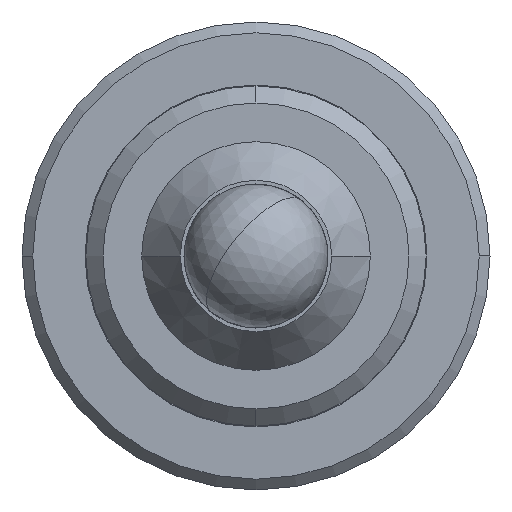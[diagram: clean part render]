
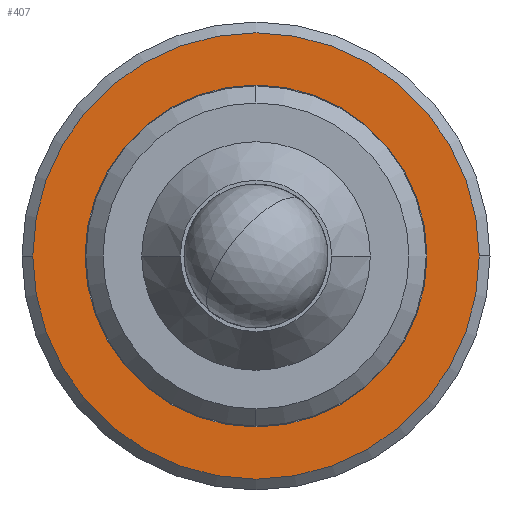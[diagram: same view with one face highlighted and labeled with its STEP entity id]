
A CAD part, front view. The second image highlights one B-rep face of the part: STEP entity #407.
In plain terms, the highlighted planar face has unit normal (0, -1, 0).
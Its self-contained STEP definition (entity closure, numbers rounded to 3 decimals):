
#61 = DIRECTION ( 'NONE',  ( 1., 0., 0. ) ) ;
#84 = VERTEX_POINT ( 'NONE', #1070 ) ;
#98 = EDGE_CURVE ( 'NONE', #84, #507, #961, .T. ) ;
#100 = CARTESIAN_POINT ( 'NONE',  ( -4.464, 27.969, 0. ) ) ;
#195 = EDGE_CURVE ( 'NONE', #507, #84, #1342, .T. ) ;
#199 = CIRCLE ( 'NONE', #767, 6.2 ) ;
#233 = DIRECTION ( 'NONE',  ( 0., 1., 0. ) ) ;
#319 = CARTESIAN_POINT ( 'NONE',  ( -4.464, 27.969, 0. ) ) ;
#371 = CARTESIAN_POINT ( 'NONE',  ( -10.964, 27.969, 0. ) ) ;
#407 = ADVANCED_FACE ( 'NONE', ( #893, #621 ), #1295, .T. ) ;
#424 = DIRECTION ( 'NONE',  ( -1., 0., 0. ) ) ;
#476 = DIRECTION ( 'NONE',  ( 1., 0., 0. ) ) ;
#479 = CIRCLE ( 'NONE', #1015, 6.2 ) ;
#490 = VERTEX_POINT ( 'NONE', #595 ) ;
#507 = VERTEX_POINT ( 'NONE', #1010 ) ;
#554 = AXIS2_PLACEMENT_3D ( 'NONE', #319, #1039, #424 ) ;
#558 = ORIENTED_EDGE ( 'NONE', *, *, #195, .T. ) ;
#571 = ORIENTED_EDGE ( 'NONE', *, *, #98, .T. ) ;
#595 = CARTESIAN_POINT ( 'NONE',  ( 1.736, 27.969, 0. ) ) ;
#621 = FACE_BOUND ( 'NONE', #669, .T. ) ;
#669 = EDGE_LOOP ( 'NONE', ( #558, #571 ) ) ;
#702 = DIRECTION ( 'NONE',  ( 0., -1., 0. ) ) ;
#747 = EDGE_CURVE ( 'NONE', #490, #1147, #479, .T. ) ;
#767 = AXIS2_PLACEMENT_3D ( 'NONE', #1301, #702, #61 ) ;
#771 = EDGE_LOOP ( 'NONE', ( #944, #1308 ) ) ;
#855 = DIRECTION ( 'NONE',  ( -1., 0., 0. ) ) ;
#874 = CARTESIAN_POINT ( 'NONE',  ( -10.664, 27.969, 0. ) ) ;
#893 = FACE_OUTER_BOUND ( 'NONE', #771, .T. ) ;
#895 = AXIS2_PLACEMENT_3D ( 'NONE', #959, #233, #855 ) ;
#926 = AXIS2_PLACEMENT_3D ( 'NONE', #371, #1092, #476 ) ;
#944 = ORIENTED_EDGE ( 'NONE', *, *, #1299, .T. ) ;
#959 = CARTESIAN_POINT ( 'NONE',  ( -4.464, 27.969, 0. ) ) ;
#961 = CIRCLE ( 'NONE', #895, 3.175 ) ;
#1010 = CARTESIAN_POINT ( 'NONE',  ( -7.639, 27.969, 0. ) ) ;
#1015 = AXIS2_PLACEMENT_3D ( 'NONE', #100, #1337, #1114 ) ;
#1039 = DIRECTION ( 'NONE',  ( 0., 1., 0. ) ) ;
#1070 = CARTESIAN_POINT ( 'NONE',  ( -1.289, 27.969, 0. ) ) ;
#1092 = DIRECTION ( 'NONE',  ( 0., -1., 0. ) ) ;
#1114 = DIRECTION ( 'NONE',  ( 1., 0., 0. ) ) ;
#1147 = VERTEX_POINT ( 'NONE', #874 ) ;
#1295 = PLANE ( 'NONE',  #926 ) ;
#1299 = EDGE_CURVE ( 'NONE', #1147, #490, #199, .T. ) ;
#1301 = CARTESIAN_POINT ( 'NONE',  ( -4.464, 27.969, 0. ) ) ;
#1308 = ORIENTED_EDGE ( 'NONE', *, *, #747, .T. ) ;
#1337 = DIRECTION ( 'NONE',  ( 0., -1., 0. ) ) ;
#1342 = CIRCLE ( 'NONE', #554, 3.175 ) ;
